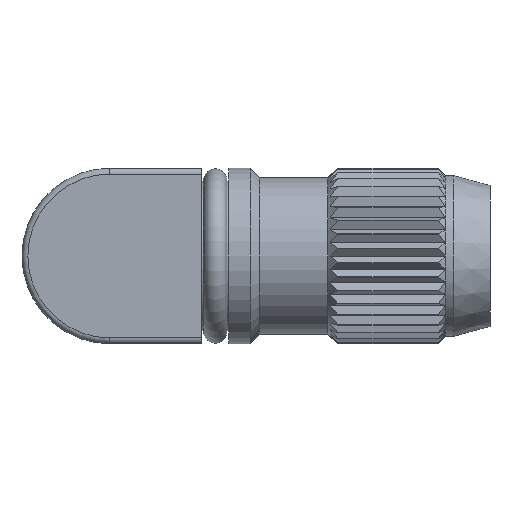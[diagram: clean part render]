
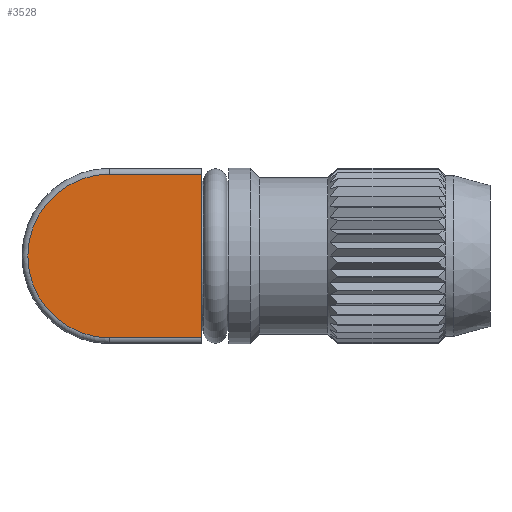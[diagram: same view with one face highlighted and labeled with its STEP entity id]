
A CAD part, front view. The second image highlights one B-rep face of the part: STEP entity #3528.
In plain terms, the highlighted planar face has unit normal (0, -1, 0).
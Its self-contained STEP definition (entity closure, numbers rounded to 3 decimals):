
#264 = FACE_OUTER_BOUND ( 'NONE', #746, .T. ) ;
#330 = PLANE ( 'NONE',  #380 ) ;
#380 = AXIS2_PLACEMENT_3D ( 'NONE', #7787, #1402, #8854 ) ;
#422 = CARTESIAN_POINT ( 'NONE',  ( 0., -40., 0. ) ) ;
#746 = EDGE_LOOP ( 'NONE', ( #6057, #3481, #5331, #6707 ) ) ;
#984 = VERTEX_POINT ( 'NONE', #10272 ) ;
#1252 = AXIS2_PLACEMENT_3D ( 'NONE', #422, #7880, #1489 ) ;
#1402 = DIRECTION ( 'NONE',  ( 0., 1., 0. ) ) ;
#1489 = DIRECTION ( 'NONE',  ( 0., 0., 1. ) ) ;
#2434 = CARTESIAN_POINT ( 'NONE',  ( 0., -40., 7. ) ) ;
#3481 = ORIENTED_EDGE ( 'NONE', *, *, #13521, .T. ) ;
#3528 = ADVANCED_FACE ( 'NONE', ( #264 ), #330, .F. ) ;
#3634 = CARTESIAN_POINT ( 'NONE',  ( 7.872, -40., -7.5 ) ) ;
#4861 = CARTESIAN_POINT ( 'NONE',  ( 0., -40., -7. ) ) ;
#5275 = CARTESIAN_POINT ( 'NONE',  ( 7.872, -40., -7. ) ) ;
#5331 = ORIENTED_EDGE ( 'NONE', *, *, #9610, .T. ) ;
#5469 = CARTESIAN_POINT ( 'NONE',  ( 7.872, -40., -7. ) ) ;
#5496 = LINE ( 'NONE', #2434, #13634 ) ;
#5824 = VERTEX_POINT ( 'NONE', #9366 ) ;
#6057 = ORIENTED_EDGE ( 'NONE', *, *, #6940, .T. ) ;
#6316 = EDGE_CURVE ( 'NONE', #984, #5824, #5496, .T. ) ;
#6700 = DIRECTION ( 'NONE',  ( -1., 0., 0. ) ) ;
#6707 = ORIENTED_EDGE ( 'NONE', *, *, #6316, .T. ) ;
#6940 = EDGE_CURVE ( 'NONE', #5824, #10128, #7983, .T. ) ;
#7787 = CARTESIAN_POINT ( 'NONE',  ( 0., -40., 0. ) ) ;
#7880 = DIRECTION ( 'NONE',  ( 0., -1., 0. ) ) ;
#7886 = DIRECTION ( 'NONE',  ( 0., 0., 1. ) ) ;
#7983 = CIRCLE ( 'NONE', #1252, 7. ) ;
#8152 = VECTOR ( 'NONE', #10767, 1000. ) ;
#8157 = VERTEX_POINT ( 'NONE', #5275 ) ;
#8430 = LINE ( 'NONE', #3634, #13748 ) ;
#8461 = LINE ( 'NONE', #5469, #8152 ) ;
#8854 = DIRECTION ( 'NONE',  ( 0., 0., 1. ) ) ;
#9366 = CARTESIAN_POINT ( 'NONE',  ( 0., -40., 7. ) ) ;
#9610 = EDGE_CURVE ( 'NONE', #8157, #984, #8430, .T. ) ;
#10128 = VERTEX_POINT ( 'NONE', #4861 ) ;
#10272 = CARTESIAN_POINT ( 'NONE',  ( 7.872, -40., 7. ) ) ;
#10767 = DIRECTION ( 'NONE',  ( 1., 0., 0. ) ) ;
#13521 = EDGE_CURVE ( 'NONE', #10128, #8157, #8461, .T. ) ;
#13634 = VECTOR ( 'NONE', #6700, 1000. ) ;
#13748 = VECTOR ( 'NONE', #7886, 1000. ) ;
